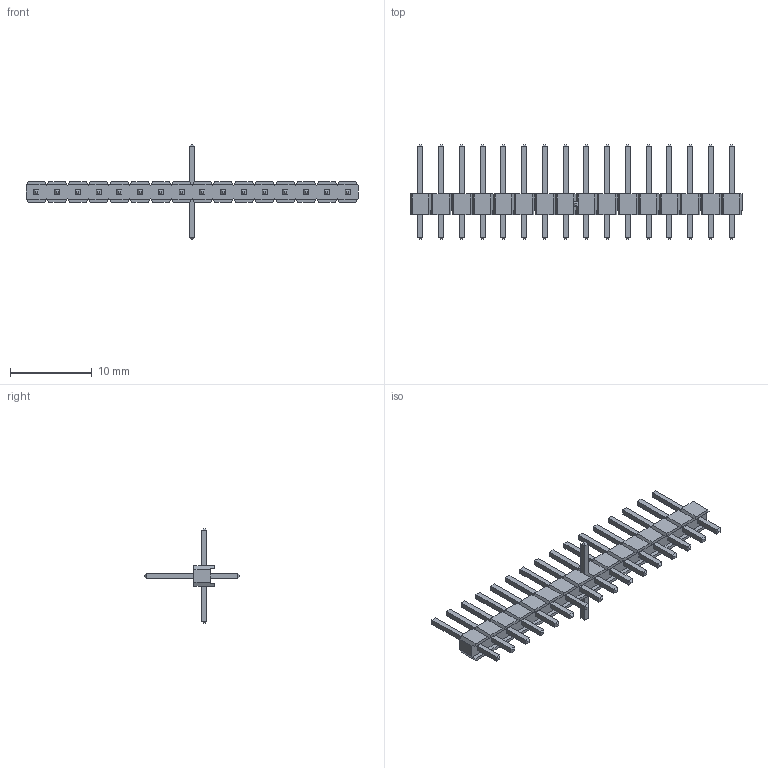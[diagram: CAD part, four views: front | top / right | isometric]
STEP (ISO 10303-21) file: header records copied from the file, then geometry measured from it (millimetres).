
FILE_DESCRIPTION( ( 'Unknown' ), '1' );
FILE_NAME( '61101611121.stp', 'Unknown', ( 'Unknown' ), ( 'Unknown' ), 'PSStep 14.0', 'Unknown', ' ' );
FILE_SCHEMA( ( 'AUTOMOTIVE_DESIGN { 1 0 10303 214 1 1 1 1 }' ) );
Length unit declared in the file: millimetre
Products named in the file (3): Assem1; 6130xx11121_PIN; 61301611121
Bounding box: 40.64 x 11.54 x 11.54 mm (x, y, z)
Volume: 483.4 mm3; surface area: 1635.3 mm2
Topology: 19 solids, 19 shells, 694 faces, 1832 edges, 1176 vertices
Faces by surface type: plane 694
Entity records: 9958 total; most frequent: CARTESIAN_POINT 1434, ORIENTED_EDGE 1412, DIRECTION 1226, EDGE_CURVE 706, LINE 706, VECTOR 706, VERTEX_POINT 468, EDGE_LOOP 274
